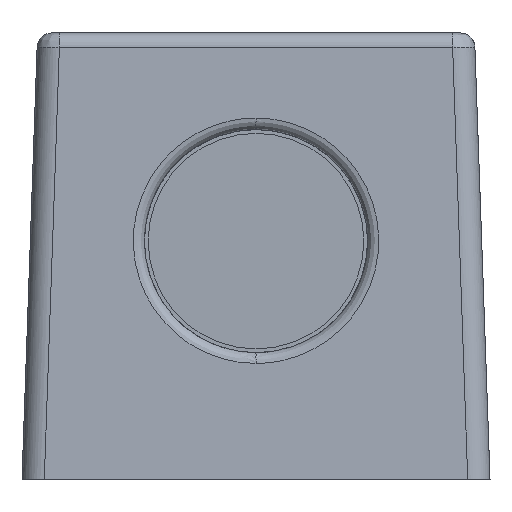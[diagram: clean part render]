
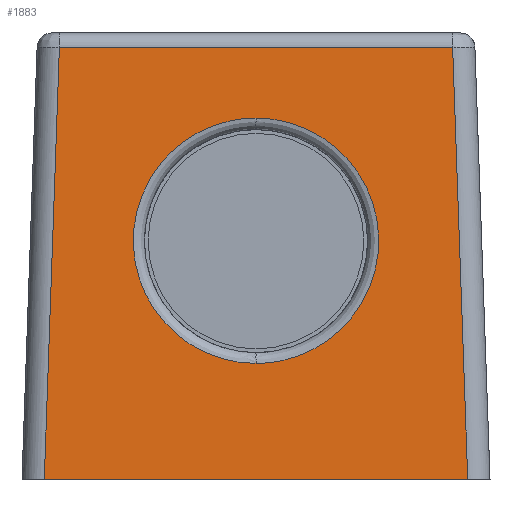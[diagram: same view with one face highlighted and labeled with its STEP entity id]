
A CAD part, front view. The second image highlights one B-rep face of the part: STEP entity #1883.
In plain terms, the highlighted planar face has unit normal (0, -0.999, 0.035).
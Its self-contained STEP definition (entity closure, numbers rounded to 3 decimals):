
#524=DIRECTION('',(0.035,-0.035,-0.999));
#525=VECTOR('',#524,5.814);
#526=CARTESIAN_POINT('',(-1.132,10.203,
-0.219));
#527=LINE('',#526,#525);
#528=DIRECTION('',(-1.,0.,0.));
#529=VECTOR('',#528,5.694);
#530=CARTESIAN_POINT('',(-0.929,10.,
-6.026));
#531=LINE('',#530,#529);
#532=DIRECTION('',(0.035,0.035,0.999));
#533=VECTOR('',#532,5.814);
#534=CARTESIAN_POINT('',(-6.623,10.,-6.026));
#535=LINE('',#534,#533);
#536=CARTESIAN_POINT('',(-6.623,10.,-6.026));
#575=DIRECTION('',(-1.,0.,0.));
#576=VECTOR('',#575,5.288);
#577=CARTESIAN_POINT('',(-1.132,10.203,
-0.219));
#578=LINE('',#577,#576);
#674=CARTESIAN_POINT('',(-3.776,10.17,-1.171));
#675=CARTESIAN_POINT('',(-3.68,10.17,-1.171));
#676=CARTESIAN_POINT('',(-3.491,10.169,-1.188));
#677=CARTESIAN_POINT('',(-3.21,10.166,-1.263));
#678=CARTESIAN_POINT('',(-2.948,10.162,-1.385));
#679=CARTESIAN_POINT('',(-2.711,10.156,-1.55));
#680=CARTESIAN_POINT('',(-2.506,10.149,-1.755));
#681=CARTESIAN_POINT('',(-2.34,10.141,-1.992));
#682=CARTESIAN_POINT('',(-2.218,10.132,-2.254));
#683=CARTESIAN_POINT('',(-2.143,10.122,-2.533));
#684=CARTESIAN_POINT('',(-2.118,10.112,-2.821));
#685=CARTESIAN_POINT('',(-2.143,10.102,-3.109));
#686=CARTESIAN_POINT('',(-2.218,10.092,-3.389));
#687=CARTESIAN_POINT('',(-2.34,10.083,-3.651));
#688=CARTESIAN_POINT('',(-2.506,10.075,-3.887));
#689=CARTESIAN_POINT('',(-2.711,10.068,-4.092));
#690=CARTESIAN_POINT('',(-2.948,10.062,-4.258));
#691=CARTESIAN_POINT('',(-3.21,10.058,-4.38));
#692=CARTESIAN_POINT('',(-3.491,10.055,-4.455));
#693=CARTESIAN_POINT('',(-3.68,10.054,-4.471));
#694=CARTESIAN_POINT('',(-3.776,10.054,-4.471));
#704=CARTESIAN_POINT('',(-3.776,10.054,-4.471));
#705=CARTESIAN_POINT('',(-3.872,10.054,-4.471));
#706=CARTESIAN_POINT('',(-4.061,10.055,-4.455));
#707=CARTESIAN_POINT('',(-4.343,10.058,-4.38));
#708=CARTESIAN_POINT('',(-4.605,10.062,-4.258));
#709=CARTESIAN_POINT('',(-4.842,10.068,-4.092));
#710=CARTESIAN_POINT('',(-5.046,10.075,-3.887));
#711=CARTESIAN_POINT('',(-5.212,10.083,-3.651));
#712=CARTESIAN_POINT('',(-5.335,10.092,-3.389));
#713=CARTESIAN_POINT('',(-5.41,10.102,-3.109));
#714=CARTESIAN_POINT('',(-5.435,10.112,-2.821));
#715=CARTESIAN_POINT('',(-5.41,10.122,-2.533));
#716=CARTESIAN_POINT('',(-5.335,10.132,-2.254));
#717=CARTESIAN_POINT('',(-5.212,10.141,-1.992));
#718=CARTESIAN_POINT('',(-5.046,10.149,-1.755));
#719=CARTESIAN_POINT('',(-4.842,10.156,-1.55));
#720=CARTESIAN_POINT('',(-4.605,10.162,-1.385));
#721=CARTESIAN_POINT('',(-4.343,10.166,-1.263));
#722=CARTESIAN_POINT('',(-4.061,10.169,-1.188));
#723=CARTESIAN_POINT('',(-3.872,10.17,-1.171));
#724=CARTESIAN_POINT('',(-3.776,10.17,-1.171));
#1213=VERTEX_POINT('',#536);
#1214=CARTESIAN_POINT('',(-0.929,10.,
-6.026));
#1215=VERTEX_POINT('',#1214);
#1225=CARTESIAN_POINT('',(-6.42,10.203,
-0.219));
#1226=VERTEX_POINT('',#1225);
#1227=CARTESIAN_POINT('',(-1.132,10.203,
-0.219));
#1228=VERTEX_POINT('',#1227);
#1229=VERTEX_POINT('',#674);
#1230=VERTEX_POINT('',#694);
#1864=CARTESIAN_POINT('',(-5.776,10.21,
-0.026));
#1865=DIRECTION('',(0.,-0.999,0.035));
#1866=DIRECTION('',(0.,-0.035,-0.999));
#1867=AXIS2_PLACEMENT_3D('',#1864,#1865,#1866);
#1868=PLANE('',#1867);
#1869=ORIENTED_EDGE('',*,*,#1857,.T.);
#1870=ORIENTED_EDGE('',*,*,#1388,.T.);
#1872=ORIENTED_EDGE('',*,*,#1871,.T.);
#1874=ORIENTED_EDGE('',*,*,#1873,.F.);
#1875=EDGE_LOOP('',(#1869,#1870,#1872,#1874));
#1876=FACE_OUTER_BOUND('',#1875,.F.);
#1878=ORIENTED_EDGE('',*,*,#1877,.F.);
#1880=ORIENTED_EDGE('',*,*,#1879,.F.);
#1881=EDGE_LOOP('',(#1878,#1880));
#1882=FACE_BOUND('',#1881,.F.);
#1883=ADVANCED_FACE('',(#1876,#1882),#1868,.T.);
#695=B_SPLINE_CURVE_WITH_KNOTS('',3,(#674,#675,#676,#677,#678,#679,#680,#681,
#682,#683,#684,#685,#686,#687,#688,#689,#690,#691,#692,#693,#694),.UNSPECIFIED.,
.F.,.F.,(4,1,1,1,1,1,1,1,1,1,1,1,1,1,1,1,1,1,4),(0.,0.056,
0.111,0.167,0.222,0.278,
0.333,0.389,0.444,0.5,0.556,
0.611,0.667,0.722,0.778,
0.833,0.889,0.944,1.),.UNSPECIFIED.);
#725=B_SPLINE_CURVE_WITH_KNOTS('',3,(#704,#705,#706,#707,#708,#709,#710,#711,
#712,#713,#714,#715,#716,#717,#718,#719,#720,#721,#722,#723,#724),.UNSPECIFIED.,
.F.,.F.,(4,1,1,1,1,1,1,1,1,1,1,1,1,1,1,1,1,1,4),(0.,0.056,
0.111,0.167,0.222,0.278,
0.333,0.389,0.444,0.5,0.556,
0.611,0.667,0.722,0.778,
0.833,0.889,0.944,1.),.UNSPECIFIED.);
#1388=EDGE_CURVE('',#1215,#1213,#531,.T.);
#1857=EDGE_CURVE('',#1228,#1215,#527,.T.);
#1871=EDGE_CURVE('',#1213,#1226,#535,.T.);
#1873=EDGE_CURVE('',#1228,#1226,#578,.T.);
#1877=EDGE_CURVE('',#1229,#1230,#695,.T.);
#1879=EDGE_CURVE('',#1230,#1229,#725,.T.);
